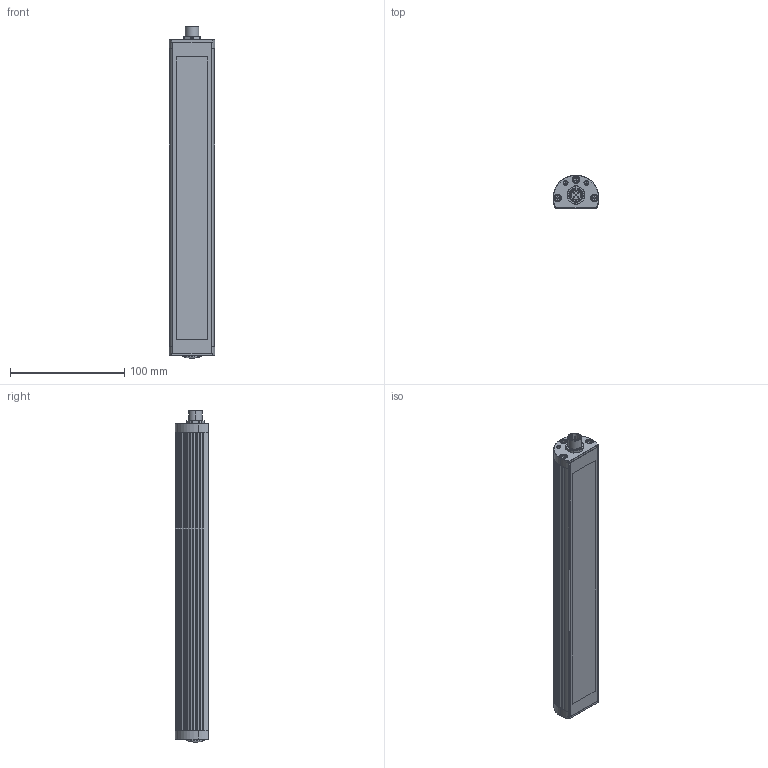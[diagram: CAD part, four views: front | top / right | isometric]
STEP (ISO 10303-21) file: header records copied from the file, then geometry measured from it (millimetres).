
FILE_DESCRIPTION (( 'STEP AP214' ), '1' );
FILE_NAME ('T40-II_280.STEP', '2018-07-30T14:23:26', ( 'optiserv' ), ( 'Hewlett-Packard Company' ), 'SwSTEP 2.0', 'SolidWorks 2018', '' );
FILE_SCHEMA (( 'AUTOMOTIVE_DESIGN' ));
Length unit declared in the file: millimetre
Products named in the file (1): T40-II_280
Bounding box: 40 x 28.97 x 290.26 mm (x, y, z)
Volume: 124539.6 mm3; surface area: 77549.1 mm2
Topology: 1 solids, 13 shells, 789 faces, 1999 edges, 1217 vertices
Faces by surface type: cylinder 341, plane 304, cone 96, torus 36, sphere 12
Entity records: 32363 total; most frequent: DIRECTION 4600, CARTESIAN_POINT 4055, ORIENTED_EDGE 3894, EDGE_CURVE 1947, AXIS2_PLACEMENT_3D 1886, VERTEX_POINT 1207, CIRCLE 1096, EDGE_LOOP 846
